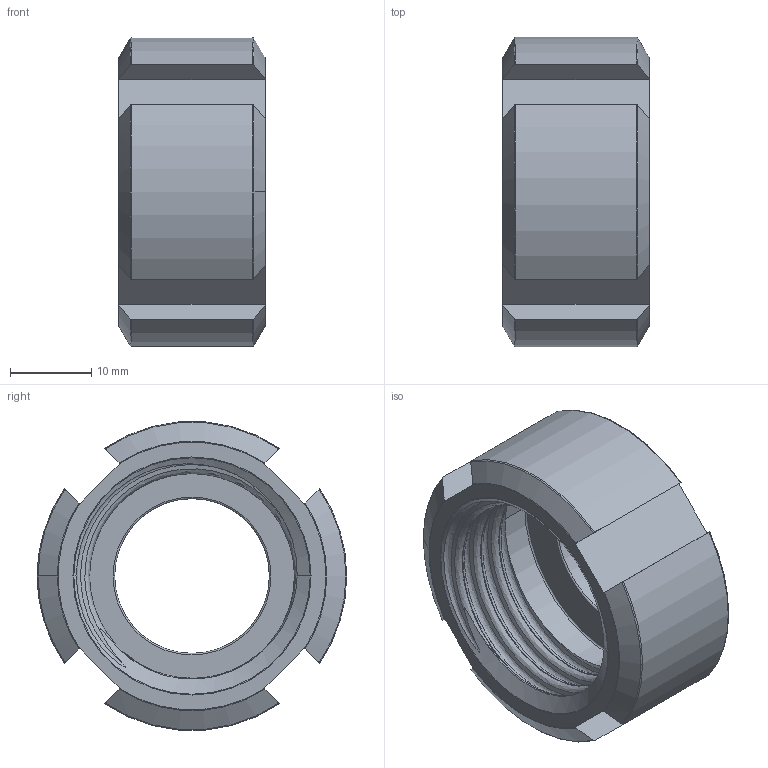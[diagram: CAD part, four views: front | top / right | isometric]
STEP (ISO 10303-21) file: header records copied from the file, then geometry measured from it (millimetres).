
FILE_DESCRIPTION (( 'STEP AP214' ), '1' );
FILE_NAME ('GL-210-010-x Nutmutter DIN11851 F10 1709.STEP', '2017-08-29T13:29:10', ( '' ), ( '' ), 'SwSTEP 2.0', 'SolidWorks 2016', '' );
FILE_SCHEMA (( 'AUTOMOTIVE_DESIGN' ));
Length unit declared in the file: millimetre
Products named in the file (1): GL-210-010-x Nutmutter DIN11851 F10 1709
Bounding box: 18 x 38 x 37.86 mm (x, y, z)
Volume: 8798.2 mm3; surface area: 5903.2 mm2
Topology: 1 solids, 1 shells, 245 faces, 649 edges, 428 vertices
Faces by surface type: plane 101, bspline 82, torus 33, cylinder 15, cone 14
Entity records: 16465 total; most frequent: CARTESIAN_POINT 9255, ORIENTED_EDGE 1298, DIRECTION 826, EDGE_CURVE 649, VERTEX_POINT 428, LINE 328, VECTOR 328, EDGE_LOOP 269
